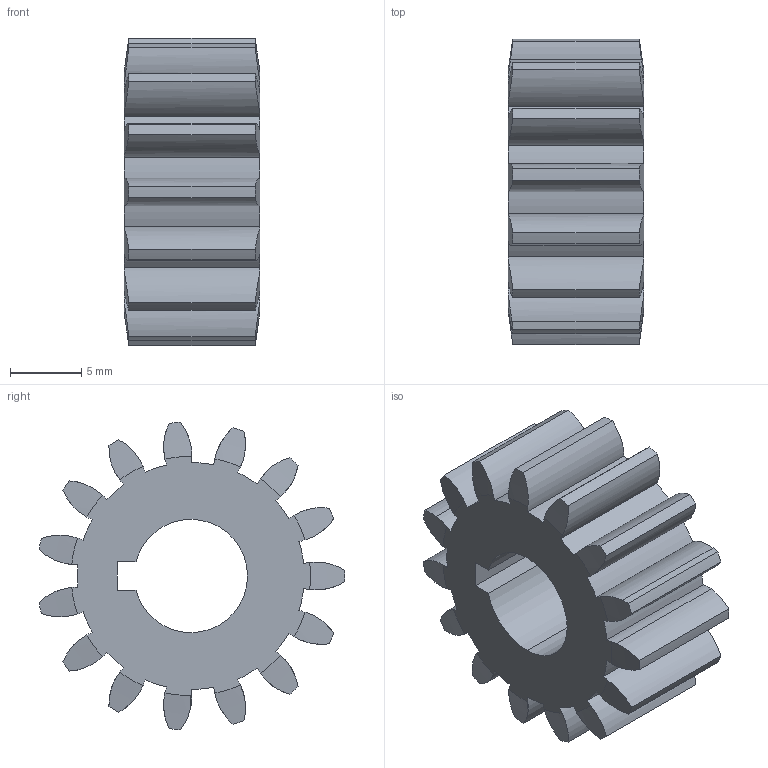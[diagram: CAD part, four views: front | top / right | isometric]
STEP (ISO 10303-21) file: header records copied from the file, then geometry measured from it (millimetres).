
FILE_DESCRIPTION (( 'STEP AP214' ), '1' );
FILE_NAME ('am-0259 GEM 15 Tooth CIM Gear.STEP', '2014-08-20T20:51:44', ( '' ), ( '' ), 'SwSTEP 2.0', 'SolidWorks 2014', '' );
FILE_SCHEMA (( 'AUTOMOTIVE_DESIGN' ));
Length unit declared in the file: inch
Products named in the file (1): am-0259 GEM 15 Tooth CIM Gear
Bounding box: 9.53 x 21.43 x 21.54 mm (x, y, z)
Volume: 2058.3 mm3; surface area: 1861.9 mm2
Topology: 1 solids, 1 shells, 104 faces, 306 edges, 204 vertices
Faces by surface type: cylinder 67, cone 32, plane 5
Entity records: 3994 total; most frequent: CARTESIAN_POINT 943, ORIENTED_EDGE 612, DIRECTION 608, EDGE_CURVE 306, AXIS2_PLACEMENT_3D 265, VERTEX_POINT 204, CIRCLE 160, EDGE_LOOP 106
